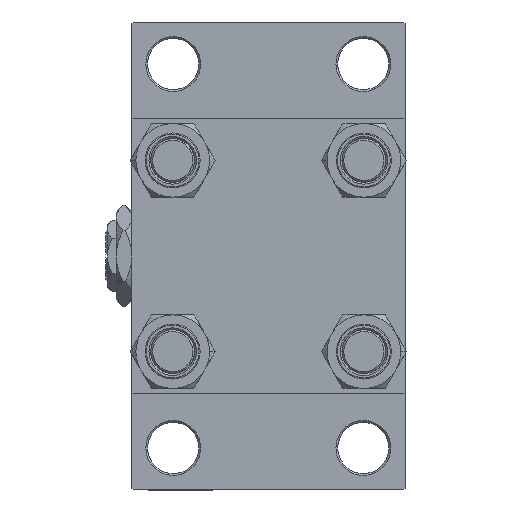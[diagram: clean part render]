
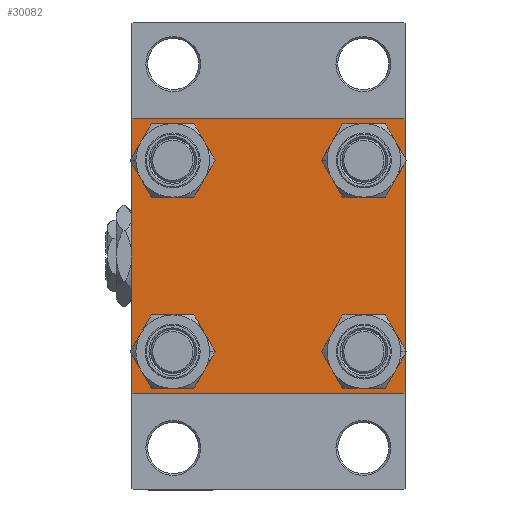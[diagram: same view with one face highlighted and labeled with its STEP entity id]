
A CAD part, left-side view. The second image highlights one B-rep face of the part: STEP entity #30082.
In plain terms, the highlighted planar face has unit normal (-1, 0, 0).
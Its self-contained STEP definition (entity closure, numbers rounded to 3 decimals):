
#257 = VECTOR ( 'NONE', #23135, 1000. ) ;
#305 = EDGE_LOOP ( 'NONE', ( #44215, #25170, #25299, #41308, #35990, #7601, #37877, #40458 ) ) ;
#312 = FACE_BOUND ( 'NONE', #35744, .T. ) ;
#378 = VERTEX_POINT ( 'NONE', #33190 ) ;
#1274 = CARTESIAN_POINT ( 'NONE',  ( 0., -37., -37.5 ) ) ;
#1293 = CARTESIAN_POINT ( 'NONE',  ( 0., -26.15, -26.15 ) ) ;
#1562 = LINE ( 'NONE', #24619, #36796 ) ;
#1979 = CARTESIAN_POINT ( 'NONE',  ( 0., -37.5, 37. ) ) ;
#2397 = AXIS2_PLACEMENT_3D ( 'NONE', #23457, #11531, #42438 ) ;
#2691 = DIRECTION ( 'NONE',  ( 0., 0.707, -0.707 ) ) ;
#2904 = EDGE_CURVE ( 'NONE', #36069, #31815, #11200, .T. ) ;
#2915 = CARTESIAN_POINT ( 'NONE',  ( 0., -37.5, -37. ) ) ;
#3510 = AXIS2_PLACEMENT_3D ( 'NONE', #21851, #49652, #37283 ) ;
#3615 = CARTESIAN_POINT ( 'NONE',  ( 0., 0., 0. ) ) ;
#3734 = CARTESIAN_POINT ( 'NONE',  ( 0., -37.25, 37.25 ) ) ;
#3878 = CARTESIAN_POINT ( 'NONE',  ( 0., 37.5, 37.5 ) ) ;
#3918 = EDGE_CURVE ( 'NONE', #8991, #8244, #13672, .T. ) ;
#4521 = CARTESIAN_POINT ( 'NONE',  ( 0., -37.5, 37.5 ) ) ;
#4537 = ORIENTED_EDGE ( 'NONE', *, *, #37867, .T. ) ;
#4880 = AXIS2_PLACEMENT_3D ( 'NONE', #1293, #32423, #28633 ) ;
#5201 = AXIS2_PLACEMENT_3D ( 'NONE', #31061, #42947, #34859 ) ;
#6036 = VERTEX_POINT ( 'NONE', #31018 ) ;
#6292 = ORIENTED_EDGE ( 'NONE', *, *, #7756, .T. ) ;
#7601 = ORIENTED_EDGE ( 'NONE', *, *, #14558, .T. ) ;
#7756 = EDGE_CURVE ( 'NONE', #31815, #36069, #18568, .T. ) ;
#8244 = VERTEX_POINT ( 'NONE', #49302 ) ;
#8780 = AXIS2_PLACEMENT_3D ( 'NONE', #34779, #19611, #39090 ) ;
#8984 = CIRCLE ( 'NONE', #31612, 6.5 ) ;
#8991 = VERTEX_POINT ( 'NONE', #17459 ) ;
#9231 = DIRECTION ( 'NONE',  ( 0., 0., 1. ) ) ;
#9540 = AXIS2_PLACEMENT_3D ( 'NONE', #3615, #23360, #46617 ) ;
#9626 = EDGE_CURVE ( 'NONE', #31089, #21969, #17830, .T. ) ;
#10315 = ORIENTED_EDGE ( 'NONE', *, *, #11866, .T. ) ;
#11200 = CIRCLE ( 'NONE', #8780, 6.5 ) ;
#11531 = DIRECTION ( 'NONE',  ( 1., 0., 0. ) ) ;
#11691 = FACE_BOUND ( 'NONE', #35068, .T. ) ;
#11866 = EDGE_CURVE ( 'NONE', #6036, #23046, #8984, .T. ) ;
#12269 = ORIENTED_EDGE ( 'NONE', *, *, #2904, .T. ) ;
#13020 = VERTEX_POINT ( 'NONE', #31079 ) ;
#13069 = DIRECTION ( 'NONE',  ( 1., 0., 0. ) ) ;
#13490 = CARTESIAN_POINT ( 'NONE',  ( 0., 26.15, 26.15 ) ) ;
#13672 = CIRCLE ( 'NONE', #41969, 6.5 ) ;
#14040 = VERTEX_POINT ( 'NONE', #26891 ) ;
#14558 = EDGE_CURVE ( 'NONE', #28455, #37192, #38429, .T. ) ;
#14780 = CARTESIAN_POINT ( 'NONE',  ( 0., 37.5, -37. ) ) ;
#14944 = ORIENTED_EDGE ( 'NONE', *, *, #44882, .T. ) ;
#15914 = AXIS2_PLACEMENT_3D ( 'NONE', #37767, #29911, #9231 ) ;
#17349 = CARTESIAN_POINT ( 'NONE',  ( 0., -26.15, 32.65 ) ) ;
#17459 = CARTESIAN_POINT ( 'NONE',  ( 0., 26.15, 19.65 ) ) ;
#17821 = DIRECTION ( 'NONE',  ( 0., 0., 1. ) ) ;
#17830 = LINE ( 'NONE', #22618, #34808 ) ;
#18568 = CIRCLE ( 'NONE', #2397, 6.5 ) ;
#19611 = DIRECTION ( 'NONE',  ( 1., 0., 0. ) ) ;
#19965 = CIRCLE ( 'NONE', #15914, 6.5 ) ;
#21079 = ORIENTED_EDGE ( 'NONE', *, *, #47319, .T. ) ;
#21299 = EDGE_CURVE ( 'NONE', #28455, #21969, #23779, .T. ) ;
#21375 = DIRECTION ( 'NONE',  ( 1., 0., 0. ) ) ;
#21453 = CARTESIAN_POINT ( 'NONE',  ( 0., 37.25, 37.25 ) ) ;
#21851 = CARTESIAN_POINT ( 'NONE',  ( 0., -26.15, -26.15 ) ) ;
#21969 = VERTEX_POINT ( 'NONE', #2915 ) ;
#22585 = EDGE_CURVE ( 'NONE', #43698, #29812, #1562, .T. ) ;
#22618 = CARTESIAN_POINT ( 'NONE',  ( 0., -37.25, -37.25 ) ) ;
#22868 = FACE_BOUND ( 'NONE', #29030, .T. ) ;
#23046 = VERTEX_POINT ( 'NONE', #17349 ) ;
#23135 = DIRECTION ( 'NONE',  ( 0., -1., 0. ) ) ;
#23360 = DIRECTION ( 'NONE',  ( -1., 0., 0. ) ) ;
#23457 = CARTESIAN_POINT ( 'NONE',  ( 0., 26.15, -26.15 ) ) ;
#23666 = LINE ( 'NONE', #39104, #41368 ) ;
#23779 = LINE ( 'NONE', #4521, #47168 ) ;
#24619 = CARTESIAN_POINT ( 'NONE',  ( 0., 37.25, -37.25 ) ) ;
#25009 = EDGE_CURVE ( 'NONE', #14040, #378, #44451, .T. ) ;
#25170 = ORIENTED_EDGE ( 'NONE', *, *, #22585, .T. ) ;
#25299 = ORIENTED_EDGE ( 'NONE', *, *, #38350, .T. ) ;
#25350 = CIRCLE ( 'NONE', #3510, 6.5 ) ;
#25897 = CARTESIAN_POINT ( 'NONE',  ( 0., 26.15, -19.65 ) ) ;
#26891 = CARTESIAN_POINT ( 'NONE',  ( 0., 37., 37.5 ) ) ;
#27394 = FACE_BOUND ( 'NONE', #28645, .T. ) ;
#27439 = EDGE_CURVE ( 'NONE', #8244, #8991, #19965, .T. ) ;
#28455 = VERTEX_POINT ( 'NONE', #1979 ) ;
#28633 = DIRECTION ( 'NONE',  ( 0., 0., 1. ) ) ;
#28645 = EDGE_LOOP ( 'NONE', ( #39056, #29219 ) ) ;
#29030 = EDGE_LOOP ( 'NONE', ( #21079, #10315 ) ) ;
#29219 = ORIENTED_EDGE ( 'NONE', *, *, #3918, .T. ) ;
#29283 = VECTOR ( 'NONE', #30317, 1000. ) ;
#29608 = VECTOR ( 'NONE', #2691, 1000. ) ;
#29812 = VERTEX_POINT ( 'NONE', #30006 ) ;
#29911 = DIRECTION ( 'NONE',  ( 1., 0., 0. ) ) ;
#30006 = CARTESIAN_POINT ( 'NONE',  ( 0., 37., -37.5 ) ) ;
#30082 = ADVANCED_FACE ( 'NONE', ( #22868, #11691, #312, #27394, #38302 ), #31184, .T. ) ;
#30317 = DIRECTION ( 'NONE',  ( 0., 0.707, 0.707 ) ) ;
#30849 = DIRECTION ( 'NONE',  ( 0., 0., -1. ) ) ;
#31018 = CARTESIAN_POINT ( 'NONE',  ( 0., -26.15, 19.65 ) ) ;
#31061 = CARTESIAN_POINT ( 'NONE',  ( 0., -26.15, 26.15 ) ) ;
#31079 = CARTESIAN_POINT ( 'NONE',  ( 0., -26.15, -19.65 ) ) ;
#31089 = VERTEX_POINT ( 'NONE', #1274 ) ;
#31184 = PLANE ( 'NONE',  #9540 ) ;
#31612 = AXIS2_PLACEMENT_3D ( 'NONE', #47745, #13069, #44197 ) ;
#31695 = LINE ( 'NONE', #3878, #257 ) ;
#31815 = VERTEX_POINT ( 'NONE', #25897 ) ;
#32423 = DIRECTION ( 'NONE',  ( 1., 0., 0. ) ) ;
#32480 = DIRECTION ( 'NONE',  ( 0., 0., -1. ) ) ;
#33190 = CARTESIAN_POINT ( 'NONE',  ( 0., 37.5, 37. ) ) ;
#33201 = DIRECTION ( 'NONE',  ( 0., -0.707, -0.707 ) ) ;
#34779 = CARTESIAN_POINT ( 'NONE',  ( 0., 26.15, -26.15 ) ) ;
#34808 = VECTOR ( 'NONE', #41839, 1000. ) ;
#34859 = DIRECTION ( 'NONE',  ( 0., 0., 1. ) ) ;
#35068 = EDGE_LOOP ( 'NONE', ( #4537, #14944 ) ) ;
#35344 = CARTESIAN_POINT ( 'NONE',  ( 0., -37., 37.5 ) ) ;
#35744 = EDGE_LOOP ( 'NONE', ( #6292, #12269 ) ) ;
#35990 = ORIENTED_EDGE ( 'NONE', *, *, #21299, .F. ) ;
#36069 = VERTEX_POINT ( 'NONE', #46625 ) ;
#36796 = VECTOR ( 'NONE', #33201, 1000. ) ;
#37192 = VERTEX_POINT ( 'NONE', #35344 ) ;
#37283 = DIRECTION ( 'NONE',  ( 0., 0., 1. ) ) ;
#37488 = EDGE_CURVE ( 'NONE', #378, #43698, #23666, .T. ) ;
#37767 = CARTESIAN_POINT ( 'NONE',  ( 0., 26.15, 26.15 ) ) ;
#37867 = EDGE_CURVE ( 'NONE', #13020, #40109, #45308, .T. ) ;
#37877 = ORIENTED_EDGE ( 'NONE', *, *, #43800, .F. ) ;
#38302 = FACE_OUTER_BOUND ( 'NONE', #305, .T. ) ;
#38350 = EDGE_CURVE ( 'NONE', #29812, #31089, #48069, .T. ) ;
#38429 = LINE ( 'NONE', #3734, #29283 ) ;
#39056 = ORIENTED_EDGE ( 'NONE', *, *, #27439, .T. ) ;
#39090 = DIRECTION ( 'NONE',  ( 0., 0., 1. ) ) ;
#39104 = CARTESIAN_POINT ( 'NONE',  ( 0., 37.5, 37.5 ) ) ;
#39612 = CARTESIAN_POINT ( 'NONE',  ( 0., -26.15, -32.65 ) ) ;
#40109 = VERTEX_POINT ( 'NONE', #39612 ) ;
#40458 = ORIENTED_EDGE ( 'NONE', *, *, #25009, .T. ) ;
#40988 = CARTESIAN_POINT ( 'NONE',  ( 0., 37.5, -37.5 ) ) ;
#41308 = ORIENTED_EDGE ( 'NONE', *, *, #9626, .T. ) ;
#41368 = VECTOR ( 'NONE', #32480, 1000. ) ;
#41839 = DIRECTION ( 'NONE',  ( 0., -0.707, 0.707 ) ) ;
#41969 = AXIS2_PLACEMENT_3D ( 'NONE', #13490, #21375, #17821 ) ;
#42438 = DIRECTION ( 'NONE',  ( 0., 0., 1. ) ) ;
#42947 = DIRECTION ( 'NONE',  ( 1., 0., 0. ) ) ;
#43698 = VERTEX_POINT ( 'NONE', #14780 ) ;
#43800 = EDGE_CURVE ( 'NONE', #14040, #37192, #31695, .T. ) ;
#44197 = DIRECTION ( 'NONE',  ( 0., 0., 1. ) ) ;
#44215 = ORIENTED_EDGE ( 'NONE', *, *, #37488, .T. ) ;
#44451 = LINE ( 'NONE', #21453, #29608 ) ;
#44766 = DIRECTION ( 'NONE',  ( 0., -1., 0. ) ) ;
#44882 = EDGE_CURVE ( 'NONE', #40109, #13020, #25350, .T. ) ;
#45308 = CIRCLE ( 'NONE', #4880, 6.5 ) ;
#46216 = VECTOR ( 'NONE', #44766, 1000. ) ;
#46617 = DIRECTION ( 'NONE',  ( 0., 0., 1. ) ) ;
#46625 = CARTESIAN_POINT ( 'NONE',  ( 0., 26.15, -32.65 ) ) ;
#47168 = VECTOR ( 'NONE', #30849, 1000. ) ;
#47319 = EDGE_CURVE ( 'NONE', #23046, #6036, #48060, .T. ) ;
#47745 = CARTESIAN_POINT ( 'NONE',  ( 0., -26.15, 26.15 ) ) ;
#48060 = CIRCLE ( 'NONE', #5201, 6.5 ) ;
#48069 = LINE ( 'NONE', #40988, #46216 ) ;
#49302 = CARTESIAN_POINT ( 'NONE',  ( 0., 26.15, 32.65 ) ) ;
#49652 = DIRECTION ( 'NONE',  ( 1., 0., 0. ) ) ;
